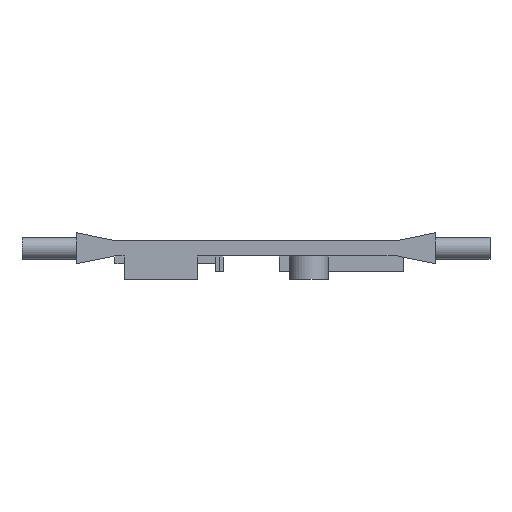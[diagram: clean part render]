
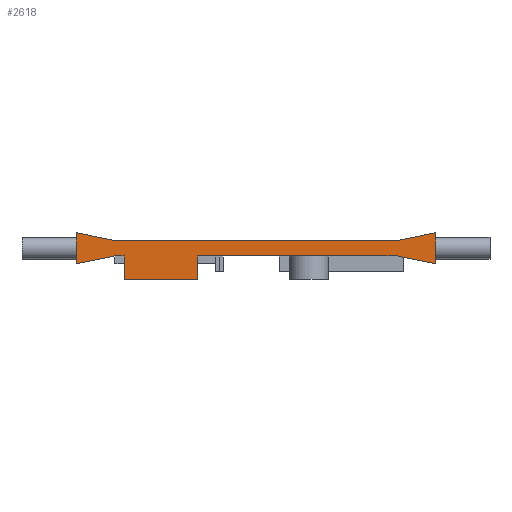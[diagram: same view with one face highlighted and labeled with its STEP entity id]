
A CAD part, left-side view. The second image highlights one B-rep face of the part: STEP entity #2618.
In plain terms, the highlighted planar face has unit normal (-1, 0, 0).
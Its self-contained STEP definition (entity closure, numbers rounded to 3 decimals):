
#156=PLANE('',#2812);
#287=FACE_OUTER_BOUND('',#450,.T.);
#450=EDGE_LOOP('',(#2455,#2456,#2457,#2458,#2459,#2460,#2461,#2462,#2463,
#2464,#2465,#2466));
#498=LINE('',#3613,#819);
#503=LINE('',#3621,#824);
#505=LINE('',#3625,#826);
#514=LINE('',#3646,#835);
#517=LINE('',#3651,#838);
#519=LINE('',#3655,#840);
#585=LINE('',#3794,#906);
#589=LINE('',#3801,#910);
#649=LINE('',#3930,#970);
#753=LINE('',#4175,#1074);
#757=LINE('',#4183,#1078);
#758=LINE('',#4185,#1079);
#819=VECTOR('',#2934,10.);
#824=VECTOR('',#2941,10.);
#826=VECTOR('',#2945,10.);
#835=VECTOR('',#2962,10.);
#838=VECTOR('',#2967,10.);
#840=VECTOR('',#2971,10.);
#906=VECTOR('',#3083,10.);
#910=VECTOR('',#3087,10.);
#970=VECTOR('',#3201,10.);
#1074=VECTOR('',#3429,10.);
#1078=VECTOR('',#3437,10.);
#1079=VECTOR('',#3440,10.);
#1179=VERTEX_POINT('',#3610);
#1180=VERTEX_POINT('',#3612);
#1182=VERTEX_POINT('',#3619);
#1183=VERTEX_POINT('',#3623);
#1190=VERTEX_POINT('',#3643);
#1191=VERTEX_POINT('',#3645);
#1192=VERTEX_POINT('',#3650);
#1193=VERTEX_POINT('',#3654);
#1243=VERTEX_POINT('',#3793);
#1246=VERTEX_POINT('',#3799);
#1367=VERTEX_POINT('',#4172);
#1369=VERTEX_POINT('',#4181);
#1434=EDGE_CURVE('',#1180,#1179,#498,.T.);
#1439=EDGE_CURVE('',#1179,#1182,#503,.T.);
#1441=EDGE_CURVE('',#1182,#1183,#505,.T.);
#1450=EDGE_CURVE('',#1191,#1190,#514,.T.);
#1453=EDGE_CURVE('',#1192,#1191,#517,.T.);
#1455=EDGE_CURVE('',#1193,#1192,#519,.T.);
#1525=EDGE_CURVE('',#1243,#1180,#585,.T.);
#1529=EDGE_CURVE('',#1190,#1246,#589,.T.);
#1596=EDGE_CURVE('',#1193,#1183,#649,.T.);
#1719=EDGE_CURVE('',#1243,#1367,#753,.T.);
#1723=EDGE_CURVE('',#1246,#1369,#757,.T.);
#1724=EDGE_CURVE('',#1367,#1369,#758,.T.);
#2455=ORIENTED_EDGE('',*,*,#1529,.T.);
#2456=ORIENTED_EDGE('',*,*,#1723,.T.);
#2457=ORIENTED_EDGE('',*,*,#1724,.F.);
#2458=ORIENTED_EDGE('',*,*,#1719,.F.);
#2459=ORIENTED_EDGE('',*,*,#1525,.T.);
#2460=ORIENTED_EDGE('',*,*,#1434,.T.);
#2461=ORIENTED_EDGE('',*,*,#1439,.T.);
#2462=ORIENTED_EDGE('',*,*,#1441,.T.);
#2463=ORIENTED_EDGE('',*,*,#1596,.F.);
#2464=ORIENTED_EDGE('',*,*,#1455,.T.);
#2465=ORIENTED_EDGE('',*,*,#1453,.T.);
#2466=ORIENTED_EDGE('',*,*,#1450,.T.);
#2618=ADVANCED_FACE('',(#287),#156,.T.);
#2812=AXIS2_PLACEMENT_3D('',#4218,#3482,#3483);
#2934=DIRECTION('',(0.,-0.981,-0.196));
#2941=DIRECTION('',(0.,0.,1.));
#2945=DIRECTION('',(0.,0.981,-0.196));
#2962=DIRECTION('',(0.,-0.981,0.196));
#2967=DIRECTION('',(0.,0.,-1.));
#2971=DIRECTION('',(0.,0.981,0.196));
#3083=DIRECTION('',(0.,-1.,0.));
#3087=DIRECTION('',(0.,-1.,0.));
#3201=DIRECTION('',(0.,-1.,0.));
#3429=DIRECTION('',(0.,0.,-1.));
#3437=DIRECTION('',(0.,0.,-1.));
#3440=DIRECTION('',(0.,1.,0.));
#3482=DIRECTION('center_axis',(-1.,0.,0.));
#3483=DIRECTION('ref_axis',(0.,-1.,0.));
#3610=CARTESIAN_POINT('',(-35.,-12.2,-1.));
#3612=CARTESIAN_POINT('',(-35.,-7.2,0.));
#3613=CARTESIAN_POINT('',(-35.,-7.2,0.));
#3619=CARTESIAN_POINT('',(-35.,-12.2,3.));
#3621=CARTESIAN_POINT('',(-35.,-12.2,-1.));
#3623=CARTESIAN_POINT('',(-35.,-7.2,2.));
#3625=CARTESIAN_POINT('',(-35.,-12.2,3.));
#3643=CARTESIAN_POINT('',(-35.,29.2,0.));
#3645=CARTESIAN_POINT('',(-35.,34.2,-1.));
#3646=CARTESIAN_POINT('',(-35.,34.2,-1.));
#3650=CARTESIAN_POINT('',(-35.,34.2,3.));
#3651=CARTESIAN_POINT('',(-35.,34.2,3.));
#3654=CARTESIAN_POINT('',(-35.,29.2,2.));
#3655=CARTESIAN_POINT('',(-35.,29.2,2.));
#3793=CARTESIAN_POINT('',(-35.,18.535,0.));
#3794=CARTESIAN_POINT('',(-35.,39.2,0.));
#3799=CARTESIAN_POINT('',(-35.,28.035,0.));
#3801=CARTESIAN_POINT('',(-35.,39.2,0.));
#3930=CARTESIAN_POINT('',(-35.,39.2,2.));
#4172=CARTESIAN_POINT('',(-35.,18.535,-3.));
#4175=CARTESIAN_POINT('',(-35.,18.535,0.));
#4181=CARTESIAN_POINT('',(-35.,28.035,-3.));
#4183=CARTESIAN_POINT('',(-35.,28.035,0.));
#4185=CARTESIAN_POINT('',(-35.,16.702,-3.));
#4218=CARTESIAN_POINT('Origin',(-35.,39.2,0.));
